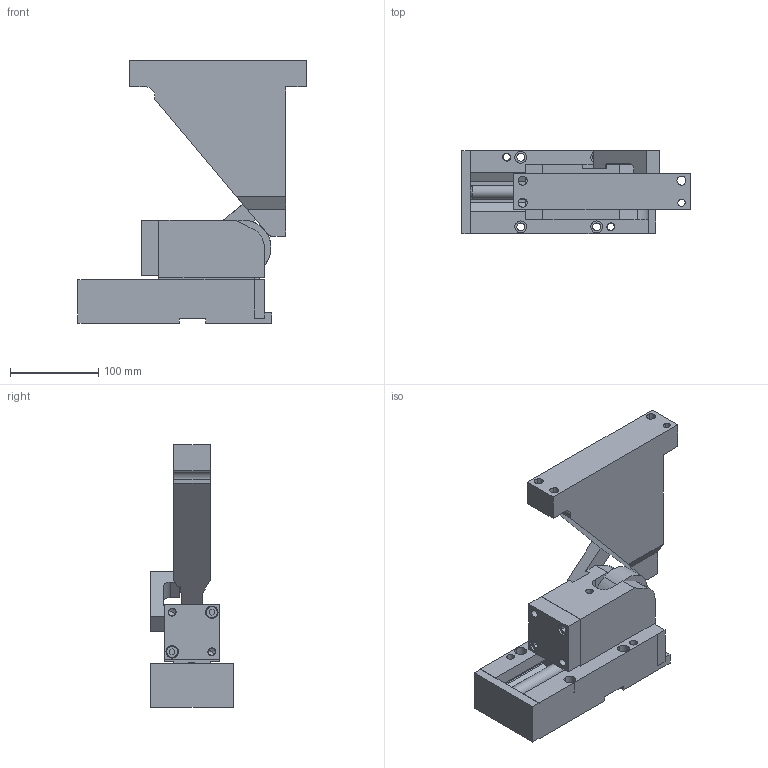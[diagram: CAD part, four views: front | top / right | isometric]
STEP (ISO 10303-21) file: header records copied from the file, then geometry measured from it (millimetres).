
FILE_DESCRIPTION(('CATIA V5 STEP Exchange'),'2;1');
FILE_NAME('CRCN_03000_80_ACCESSORIES.stp','2015-09-08T08:35:04+00:00',('none'),('none'),'CATIA Version 5 Release 20 GA (IN-10)','CATIA V5 STEP AP203','none');
FILE_SCHEMA(('CONFIG_CONTROL_DESIGN'));
Length unit declared in the file: millimetre
Products named in the file (1): CRCN_03000_80_ACCESSORIES
Assembly tree (3 placements, depth 2):
  CRCN_03000_80_ACCESSORIES
    #58
    #9844
    #10895
Bounding box: 259.03 x 94 x 298 mm (x, y, z)
Volume: 2172880.1 mm3; surface area: 307903.5 mm2
Topology: 6 solids, 30 shells, 420 faces, 1000 edges, 637 vertices
Faces by surface type: plane 215, cylinder 148, cone 46, torus 11
Entity records: 11421 total; most frequent: CARTESIAN_POINT 2362, ORIENTED_EDGE 1944, DIRECTION 1505, EDGE_CURVE 972, VERTEX_POINT 637, AXIS2_PLACEMENT_3D 618, VECTOR 603, LINE 603
